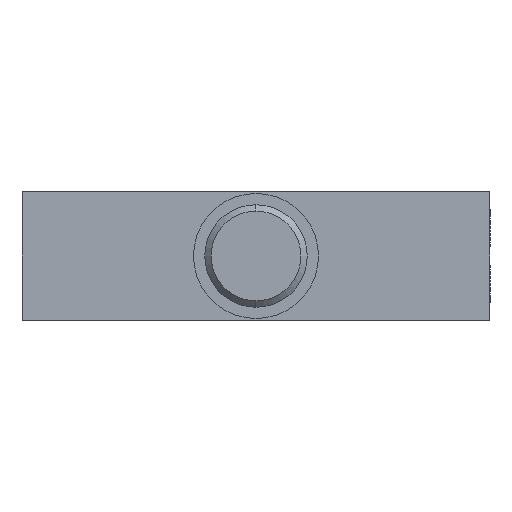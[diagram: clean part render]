
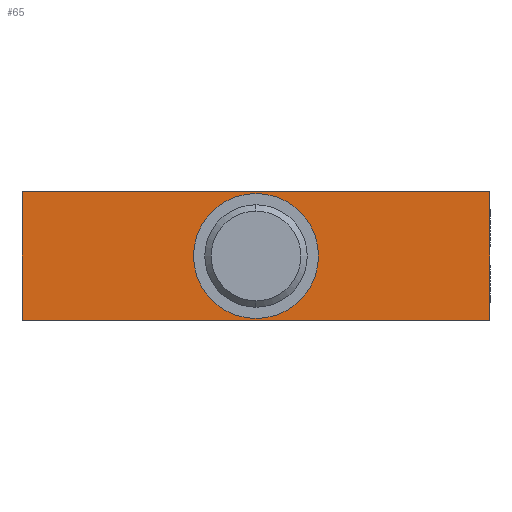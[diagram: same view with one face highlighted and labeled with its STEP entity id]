
A CAD part, left-side view. The second image highlights one B-rep face of the part: STEP entity #65.
In plain terms, the highlighted planar face has unit normal (-1, 0, 0).
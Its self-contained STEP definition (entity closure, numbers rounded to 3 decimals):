
#65 = ADVANCED_FACE ( 'NONE', ( #1470, #1468 ), #1833, .F. ) ;
#341 = CARTESIAN_POINT ( 'NONE',  ( -34.5, -36.5, 10. ) ) ;
#343 = DIRECTION ( 'NONE',  ( 0., 1., 0. ) ) ;
#346 = DIRECTION ( 'NONE',  ( 0., 0., -1. ) ) ;
#350 = CARTESIAN_POINT ( 'NONE',  ( -34.5, 0., 0. ) ) ;
#358 = CARTESIAN_POINT ( 'NONE',  ( -34.5, 36.5, -10. ) ) ;
#360 = DIRECTION ( 'NONE',  ( 0., -1., 0. ) ) ;
#363 = DIRECTION ( 'NONE',  ( -1., 0., 0. ) ) ;
#368 = CARTESIAN_POINT ( 'NONE',  ( -34.5, 36.5, 10. ) ) ;
#369 = DIRECTION ( 'NONE',  ( 0., 0., -1. ) ) ;
#449 = VECTOR ( 'NONE', #346, 1000. ) ;
#454 = LINE ( 'NONE', #358, #455 ) ;
#455 = VECTOR ( 'NONE', #360, 1000. ) ;
#463 = LINE ( 'NONE', #341, #449 ) ;
#472 = CIRCLE ( 'NONE', #598, 9.75 ) ;
#488 = AXIS2_PLACEMENT_3D ( 'NONE', #1834, #1832, #1831 ) ;
#531 = EDGE_CURVE ( 'NONE', #1981, #1932, #1384, .T. ) ;
#570 = EDGE_CURVE ( 'NONE', #1984, #1986, #2032, .T. ) ;
#596 = EDGE_CURVE ( 'NONE', #1932, #1981, #472, .T. ) ;
#598 = AXIS2_PLACEMENT_3D ( 'NONE', #350, #363, #343 ) ;
#602 = EDGE_CURVE ( 'NONE', #1984, #1946, #2250, .T. ) ;
#621 = EDGE_CURVE ( 'NONE', #1986, #1951, #463, .T. ) ;
#622 = EDGE_CURVE ( 'NONE', #1946, #1951, #454, .T. ) ;
#714 = AXIS2_PLACEMENT_3D ( 'NONE', #1025, #1024, #1023 ) ;
#783 = DIRECTION ( 'NONE',  ( 0., -1., 0. ) ) ;
#825 = CARTESIAN_POINT ( 'NONE',  ( -34.5, 36.5, 10. ) ) ;
#1023 = DIRECTION ( 'NONE',  ( 0., 1., 0. ) ) ;
#1024 = DIRECTION ( 'NONE',  ( -1., 0., 0. ) ) ;
#1025 = CARTESIAN_POINT ( 'NONE',  ( -34.5, 0., 0. ) ) ;
#1196 = ORIENTED_EDGE ( 'NONE', *, *, #602, .T. ) ;
#1206 = ORIENTED_EDGE ( 'NONE', *, *, #570, .F. ) ;
#1270 = ORIENTED_EDGE ( 'NONE', *, *, #531, .F. ) ;
#1310 = ORIENTED_EDGE ( 'NONE', *, *, #621, .F. ) ;
#1311 = ORIENTED_EDGE ( 'NONE', *, *, #596, .F. ) ;
#1326 = ORIENTED_EDGE ( 'NONE', *, *, #622, .T. ) ;
#1384 = CIRCLE ( 'NONE', #714, 9.75 ) ;
#1411 = EDGE_LOOP ( 'NONE', ( #1270, #1311 ) ) ;
#1468 = FACE_BOUND ( 'NONE', #1411, .T. ) ;
#1470 = FACE_OUTER_BOUND ( 'NONE', #1542, .T. ) ;
#1542 = EDGE_LOOP ( 'NONE', ( #1326, #1310, #1206, #1196 ) ) ;
#1831 = DIRECTION ( 'NONE',  ( 0., 1., 0. ) ) ;
#1832 = DIRECTION ( 'NONE',  ( 1., 0., 0. ) ) ;
#1833 = PLANE ( 'NONE',  #488 ) ;
#1834 = CARTESIAN_POINT ( 'NONE',  ( -34.5, 36.5, 10. ) ) ;
#1932 = VERTEX_POINT ( 'NONE', #2113 ) ;
#1946 = VERTEX_POINT ( 'NONE', #2266 ) ;
#1951 = VERTEX_POINT ( 'NONE', #2238 ) ;
#1981 = VERTEX_POINT ( 'NONE', #2269 ) ;
#1984 = VERTEX_POINT ( 'NONE', #2243 ) ;
#1986 = VERTEX_POINT ( 'NONE', #2216 ) ;
#2032 = LINE ( 'NONE', #825, #2042 ) ;
#2042 = VECTOR ( 'NONE', #783, 1000. ) ;
#2113 = CARTESIAN_POINT ( 'NONE',  ( -34.5, 0., 9.75 ) ) ;
#2216 = CARTESIAN_POINT ( 'NONE',  ( -34.5, -36.5, 10. ) ) ;
#2230 = VECTOR ( 'NONE', #369, 1000. ) ;
#2238 = CARTESIAN_POINT ( 'NONE',  ( -34.5, -36.5, -10. ) ) ;
#2243 = CARTESIAN_POINT ( 'NONE',  ( -34.5, 36.5, 10. ) ) ;
#2250 = LINE ( 'NONE', #368, #2230 ) ;
#2266 = CARTESIAN_POINT ( 'NONE',  ( -34.5, 36.5, -10. ) ) ;
#2269 = CARTESIAN_POINT ( 'NONE',  ( -34.5, 0., -9.75 ) ) ;
